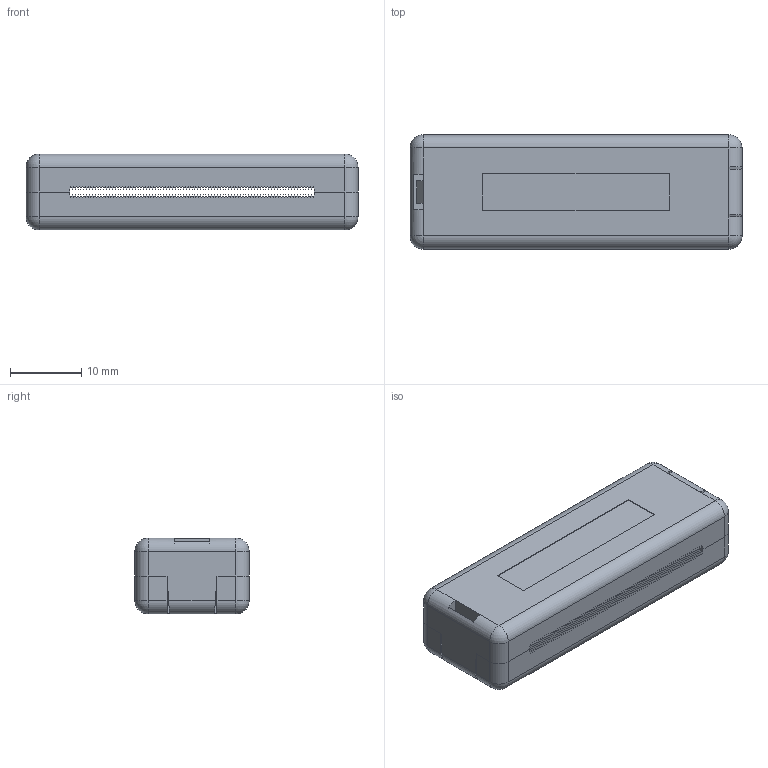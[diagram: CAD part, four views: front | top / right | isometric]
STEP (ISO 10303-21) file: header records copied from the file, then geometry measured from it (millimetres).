
FILE_DESCRIPTION( ( 'Unknown' ), '1' );
FILE_NAME( '74277001.stp', 'Unknown', ( 'Unknown' ), ( 'Unknown' ), 'XStep 1.0', 'Unknown', ' ' );
FILE_SCHEMA( ( 'automotive_design' ) );
Length unit declared in the file: millimetre
Products named in the file (2): Assem1; 1,5_74277001
Bounding box: 46.5 x 16 x 10.6 mm (x, y, z)
Volume: 4193.6 mm3; surface area: 8467.3 mm2
Topology: 3 solids, 3 shells, 1263 faces, 3717 edges, 2448 vertices
Faces by surface type: plane 1197, cylinder 54, sphere 12
Entity records: 17104 total; most frequent: CARTESIAN_POINT 2475, ORIENTED_EDGE 2470, DIRECTION 2121, EDGE_CURVE 1235, LINE 1197, VECTOR 1197, VERTEX_POINT 816, AXIS2_PLACEMENT_3D 462
